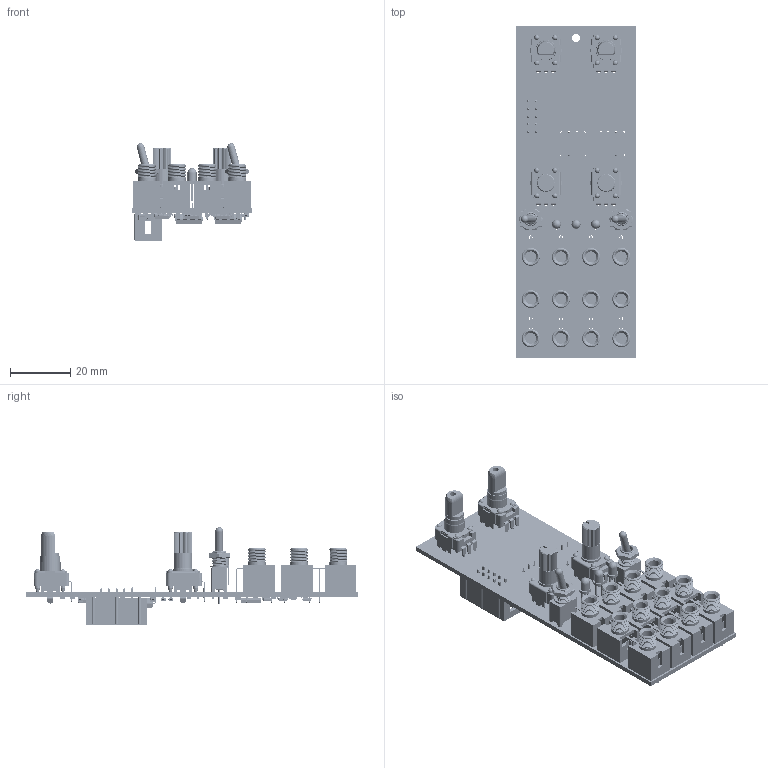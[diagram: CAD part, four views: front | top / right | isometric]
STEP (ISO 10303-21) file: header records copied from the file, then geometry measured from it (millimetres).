
FILE_DESCRIPTION(('KiCad electronic assembly'),'2;1');
FILE_NAME('ssg.step','2025-03-18T18:23:06',('Pcbnew'),('Kicad'), 'Open CASCADE STEP processor 7.8','KiCad to STEP converter','Unknown' );
FILE_SCHEMA(('AUTOMOTIVE_DESIGN { 1 0 10303 214 1 1 1 1 }'));
Length unit declared in the file: millimetre
Products named in the file (30): ssg 1; Thonkiconn - PJ398SM; Thonkiconn - PJ398SM v10; RK09D1130-F20; 200-MSP-1-T3-B1-M2-PE-rev2; Taiway sub miniature switch spdt v3; LED_D3.0mm; RK09K1130-20; SOT-23; SOT_23; D_SOD-123; D_SOD_123; C_0603_1608Metric; DIP-8_W7.62mm; R_0603_1608Metric; SOIC-8_3.9x4.9mm_P1.27mm; SOIC_8_39x49mm_P127mm; SOIC-14_3.9x8.7mm_P1.27mm; SOIC_14_39x87mm_P127mm; C_1206_3216Metric; IDC-Header_2x05_P2.54mm_Vertical; IDC_Header_2x05_P254mm_Vertical; ssg_PCB
Assembly tree (122 placements, depth 3):
  ssg 1
    Thonkiconn - PJ398SM  x12
      Thonkiconn - PJ398SM v10
    RK09D1130-F20  x2
      RK09D1130-F20
    200-MSP-1-T3-B1-M2-PE-rev2  x2
      Taiway sub miniature switch spdt v3
    LED_D3.0mm  x3
      LED_D3.0mm
    RK09K1130-20  x2
      RK09K1130-20
    SOT-23  x4
      SOT_23
    D_SOD-123  x10
      D_SOD_123
    C_0603_1608Metric  x7
      C_0603_1608Metric
    DIP-8_W7.62mm  x2
      DIP-8_W7.62mm
    R_0603_1608Metric  x55
      R_0603_1608Metric
    SOIC-8_3.9x4.9mm_P1.27mm  x3
      SOIC_8_39x49mm_P127mm
    SOIC-14_3.9x8.7mm_P1.27mm  x2
      SOIC_14_39x87mm_P127mm
    C_1206_3216Metric  x2
      C_1206_3216Metric
    IDC-Header_2x05_P2.54mm_Vertical
      IDC_Header_2x05_P254mm_Vertical
    ssg_PCB
Bounding box: 40 x 110 x 32.34 mm (x, y, z)
Volume: 18474.5 mm3; surface area: 36128.3 mm2
Topology: 142 solids, 142 shells, 7221 faces, 18823 edges, 11968 vertices
Faces by surface type: plane 4421, cylinder 1847, bspline 726, cone 156, sphere 71
Full cylindrical faces by diameter (mm): 0.5 x6, 0.6 x5, 0.8 x16, 0.889 x6, 0.9 x6, 1 x28, 1.22 x8, 1.42 x12, 1.43 x12, 2.5 x2, 2.7 x1, 3 x3, 3.6 x12, 3.75 x8, 4.176 x8, 4.75 x2, 5.351 x24, 5.927 x72, 6 x2
Entity records: 80181 total; most frequent: CARTESIAN_POINT 18435, ORIENTED_EDGE 11392, DIRECTION 10586, EDGE_CURVE 5696, LINE 4012, VECTOR 4012, VERTEX_POINT 3628, AXIS2_PLACEMENT_3D 3287
